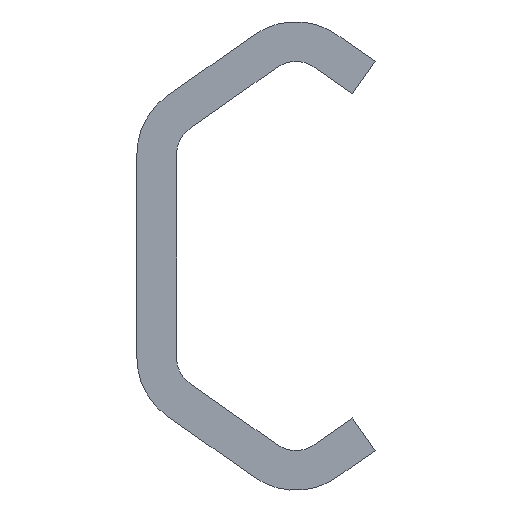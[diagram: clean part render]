
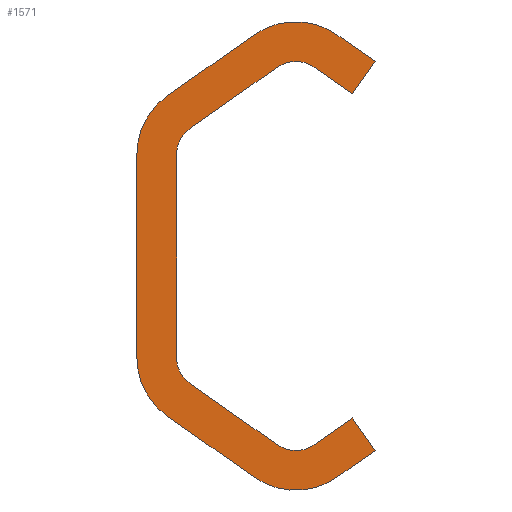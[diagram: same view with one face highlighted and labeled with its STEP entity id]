
A CAD part, left-side view. The second image highlights one B-rep face of the part: STEP entity #1571.
In plain terms, the highlighted planar face has unit normal (-1, 0, 0).
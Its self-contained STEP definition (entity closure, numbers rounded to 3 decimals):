
#851=CARTESIAN_POINT('',(0.0,-5.0,12.246));
#852=VERTEX_POINT('',#851);
#859=CARTESIAN_POINT('',(0.0,-3.567,10.2));
#860=VERTEX_POINT('',#859);
#861=CARTESIAN_POINT('',(0.0,-5.0,12.246));
#862=DIRECTION('',(0.0,0.574,-0.819));
#863=VECTOR('',#862,2.498);
#864=LINE('',#861,#863);
#865=EDGE_CURVE('',#852,#860,#864,.T.);
#889=CARTESIAN_POINT('',(0.0,-2.599,13.93));
#890=VERTEX_POINT('',#889);
#897=CARTESIAN_POINT('',(0.0,-2.599,13.93));
#898=DIRECTION('',(0.0,-0.819,-0.574));
#899=VECTOR('',#898,2.932);
#900=LINE('',#897,#899);
#901=EDGE_CURVE('',#890,#852,#900,.T.);
#921=CARTESIAN_POINT('',(0.0,2.596,13.932));
#922=VERTEX_POINT('',#921);
#929=CARTESIAN_POINT('',(0.0,0.,10.222));
#930=DIRECTION('',(1.0,0.0,0.0));
#931=DIRECTION('',(0.0,0.573,0.819));
#932=AXIS2_PLACEMENT_3D('',#929,#930,#931);
#933=CIRCLE('',#932,4.528);
#934=EDGE_CURVE('',#922,#890,#933,.T.);
#953=CARTESIAN_POINT('',(0.0,8.068,10.102));
#954=VERTEX_POINT('',#953);
#961=CARTESIAN_POINT('',(0.0,8.068,10.102));
#962=DIRECTION('',(0.0,-0.819,0.573));
#963=VECTOR('',#962,6.679);
#964=LINE('',#961,#963);
#965=EDGE_CURVE('',#954,#922,#964,.T.);
#985=CARTESIAN_POINT('',(0.0,10.0,6.392));
#986=VERTEX_POINT('',#985);
#993=CARTESIAN_POINT('',(0.0,5.472,6.392));
#994=DIRECTION('',(1.0,0.0,0.0));
#995=DIRECTION('',(0.0,1.0,0.0));
#996=AXIS2_PLACEMENT_3D('',#993,#994,#995);
#997=CIRCLE('',#996,4.528);
#998=EDGE_CURVE('',#986,#954,#997,.T.);
#1017=CARTESIAN_POINT('',(0.0,10.0,-6.393));
#1018=VERTEX_POINT('',#1017);
#1025=CARTESIAN_POINT('',(0.0,10.0,-6.393));
#1026=DIRECTION('',(0.0,0.0,1.0));
#1027=VECTOR('',#1026,12.785);
#1028=LINE('',#1025,#1027);
#1029=EDGE_CURVE('',#1018,#986,#1028,.T.);
#1085=CARTESIAN_POINT('',(0.0,8.069,-10.102));
#1086=VERTEX_POINT('',#1085);
#1093=CARTESIAN_POINT('',(0.0,5.472,-6.393));
#1094=DIRECTION('',(1.0,0.0,0.0));
#1095=DIRECTION('',(0.0,0.574,-0.819));
#1096=AXIS2_PLACEMENT_3D('',#1093,#1094,#1095);
#1097=CIRCLE('',#1096,4.528);
#1098=EDGE_CURVE('',#1086,#1018,#1097,.T.);
#1117=CARTESIAN_POINT('',(0.0,2.599,-13.932));
#1118=VERTEX_POINT('',#1117);
#1125=CARTESIAN_POINT('',(0.0,2.599,-13.932));
#1126=DIRECTION('',(0.0,0.819,0.574));
#1127=VECTOR('',#1126,6.678);
#1128=LINE('',#1125,#1127);
#1129=EDGE_CURVE('',#1118,#1086,#1128,.T.);
#1149=CARTESIAN_POINT('',(0.0,-2.598,-13.931));
#1150=VERTEX_POINT('',#1149);
#1157=CARTESIAN_POINT('',(0.0,0.002,-10.223));
#1158=DIRECTION('',(1.0,0.0,0.0));
#1159=DIRECTION('',(0.0,-0.574,-0.819));
#1160=AXIS2_PLACEMENT_3D('',#1157,#1158,#1159);
#1161=CIRCLE('',#1160,4.528);
#1162=EDGE_CURVE('',#1150,#1118,#1161,.T.);
#1181=CARTESIAN_POINT('',(0.0,-5.0,-12.246));
#1182=VERTEX_POINT('',#1181);
#1189=CARTESIAN_POINT('',(0.0,-5.0,-12.246));
#1190=DIRECTION('',(0.0,0.819,-0.574));
#1191=VECTOR('',#1190,2.934);
#1192=LINE('',#1189,#1191);
#1193=EDGE_CURVE('',#1182,#1150,#1192,.T.);
#1212=CARTESIAN_POINT('',(0.0,-3.567,-10.2));
#1213=VERTEX_POINT('',#1212);
#1220=CARTESIAN_POINT('',(0.0,-3.567,-10.2));
#1221=DIRECTION('',(0.0,-0.574,-0.819));
#1222=VECTOR('',#1221,2.498);
#1223=LINE('',#1220,#1222);
#1224=EDGE_CURVE('',#1213,#1182,#1223,.T.);
#1243=CARTESIAN_POINT('',(0.0,-1.163,-11.883));
#1244=VERTEX_POINT('',#1243);
#1251=CARTESIAN_POINT('',(0.0,-1.163,-11.883));
#1252=DIRECTION('',(0.0,-0.819,0.574));
#1253=VECTOR('',#1252,2.935);
#1254=LINE('',#1251,#1253);
#1255=EDGE_CURVE('',#1244,#1213,#1254,.T.);
#1275=CARTESIAN_POINT('',(0.0,1.163,-11.883));
#1276=VERTEX_POINT('',#1275);
#1283=CARTESIAN_POINT('',(0.0,0.,-10.222));
#1284=DIRECTION('',(-1.0,0.0,0.0));
#1285=DIRECTION('',(0.0,0.574,0.819));
#1286=AXIS2_PLACEMENT_3D('',#1283,#1284,#1285);
#1287=CIRCLE('',#1286,2.028);
#1288=EDGE_CURVE('',#1276,#1244,#1287,.T.);
#1307=CARTESIAN_POINT('',(0.0,6.635,-8.052));
#1308=VERTEX_POINT('',#1307);
#1315=CARTESIAN_POINT('',(0.0,6.635,-8.052));
#1316=DIRECTION('',(0.0,-0.819,-0.574));
#1317=VECTOR('',#1316,6.68);
#1318=LINE('',#1315,#1317);
#1319=EDGE_CURVE('',#1308,#1276,#1318,.T.);
#1339=CARTESIAN_POINT('',(0.0,7.5,-6.39));
#1340=VERTEX_POINT('',#1339);
#1347=CARTESIAN_POINT('',(0.0,5.472,-6.39));
#1348=DIRECTION('',(-1.0,0.0,0.0));
#1349=DIRECTION('',(0.0,-0.574,0.819));
#1350=AXIS2_PLACEMENT_3D('',#1347,#1348,#1349);
#1351=CIRCLE('',#1350,2.028);
#1352=EDGE_CURVE('',#1340,#1308,#1351,.T.);
#1371=CARTESIAN_POINT('',(0.0,7.5,6.39));
#1372=VERTEX_POINT('',#1371);
#1379=CARTESIAN_POINT('',(0.0,7.5,6.39));
#1380=DIRECTION('',(0.0,0.0,-1.0));
#1381=VECTOR('',#1380,12.781);
#1382=LINE('',#1379,#1381);
#1383=EDGE_CURVE('',#1372,#1340,#1382,.T.);
#1439=CARTESIAN_POINT('',(0.0,6.635,8.052));
#1440=VERTEX_POINT('',#1439);
#1447=CARTESIAN_POINT('',(0.0,5.472,6.39));
#1448=DIRECTION('',(-1.0,0.0,0.0));
#1449=DIRECTION('',(0.0,-1.0,0.0));
#1450=AXIS2_PLACEMENT_3D('',#1447,#1448,#1449);
#1451=CIRCLE('',#1450,2.028);
#1452=EDGE_CURVE('',#1440,#1372,#1451,.T.);
#1471=CARTESIAN_POINT('',(0.0,1.163,11.883));
#1472=VERTEX_POINT('',#1471);
#1479=CARTESIAN_POINT('',(0.0,1.163,11.883));
#1480=DIRECTION('',(0.0,0.819,-0.574));
#1481=VECTOR('',#1480,6.68);
#1482=LINE('',#1479,#1481);
#1483=EDGE_CURVE('',#1472,#1440,#1482,.T.);
#1503=CARTESIAN_POINT('',(0.0,-1.163,11.883));
#1504=VERTEX_POINT('',#1503);
#1511=CARTESIAN_POINT('',(0.0,0.,10.222));
#1512=DIRECTION('',(-1.0,0.0,0.0));
#1513=DIRECTION('',(0.0,-0.574,-0.819));
#1514=AXIS2_PLACEMENT_3D('',#1511,#1512,#1513);
#1515=CIRCLE('',#1514,2.028);
#1516=EDGE_CURVE('',#1504,#1472,#1515,.T.);
#1534=CARTESIAN_POINT('',(0.0,-3.567,10.2));
#1535=DIRECTION('',(0.0,0.819,0.574));
#1536=VECTOR('',#1535,2.935);
#1537=LINE('',#1534,#1536);
#1538=EDGE_CURVE('',#860,#1504,#1537,.T.);
#1544=CARTESIAN_POINT('',(0.0,4.08,0.));
#1545=DIRECTION('',(1.0,0.0,0.0));
#1546=DIRECTION('',(0.0,0.0,-1.0));
#1547=AXIS2_PLACEMENT_3D('',#1544,#1545,#1546);
#1548=PLANE('',#1547);
#1549=ORIENTED_EDGE('',*,*,#1538,.F.);
#1550=ORIENTED_EDGE('',*,*,#865,.F.);
#1551=ORIENTED_EDGE('',*,*,#901,.F.);
#1552=ORIENTED_EDGE('',*,*,#934,.F.);
#1553=ORIENTED_EDGE('',*,*,#965,.F.);
#1554=ORIENTED_EDGE('',*,*,#998,.F.);
#1555=ORIENTED_EDGE('',*,*,#1029,.F.);
#1556=ORIENTED_EDGE('',*,*,#1098,.F.);
#1557=ORIENTED_EDGE('',*,*,#1129,.F.);
#1558=ORIENTED_EDGE('',*,*,#1162,.F.);
#1559=ORIENTED_EDGE('',*,*,#1193,.F.);
#1560=ORIENTED_EDGE('',*,*,#1224,.F.);
#1561=ORIENTED_EDGE('',*,*,#1255,.F.);
#1562=ORIENTED_EDGE('',*,*,#1288,.F.);
#1563=ORIENTED_EDGE('',*,*,#1319,.F.);
#1564=ORIENTED_EDGE('',*,*,#1352,.F.);
#1565=ORIENTED_EDGE('',*,*,#1383,.F.);
#1566=ORIENTED_EDGE('',*,*,#1452,.F.);
#1567=ORIENTED_EDGE('',*,*,#1483,.F.);
#1568=ORIENTED_EDGE('',*,*,#1516,.F.);
#1569=EDGE_LOOP('',(#1549,#1550,#1551,#1552,#1553,#1554,#1555,#1556,#1557,#1558,#1559,#1560,#1561,#1562,#1563,#1564,#1565,#1566,#1567,#1568));
#1570=FACE_OUTER_BOUND('',#1569,.T.);
#1571=ADVANCED_FACE('',(#1570),#1548,.F.);
